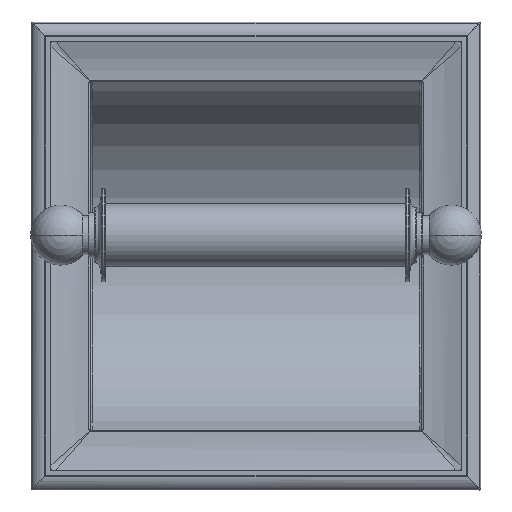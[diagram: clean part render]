
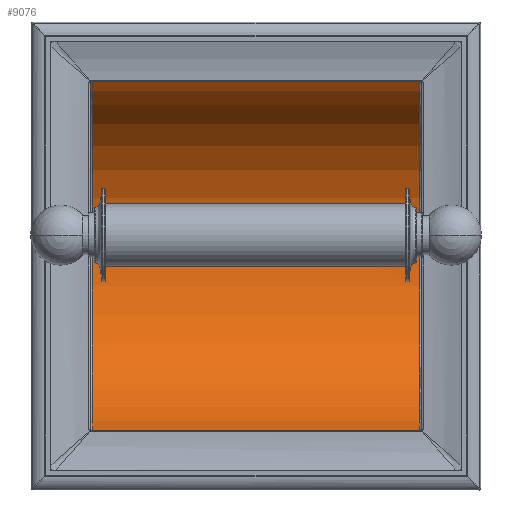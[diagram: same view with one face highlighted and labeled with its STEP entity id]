
A CAD part, top view. The second image highlights one B-rep face of the part: STEP entity #9076.
In plain terms, the highlighted cylindrical face has radius 71.603 mm (diameter 143.206 mm), a partial arc.
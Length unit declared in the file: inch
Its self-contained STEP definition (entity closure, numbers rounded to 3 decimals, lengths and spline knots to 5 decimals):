
#8264=CARTESIAN_POINT('',(-2.5689,0.,0.61024));
#8265=DIRECTION('',(-1.,0.,0.));
#8266=DIRECTION('',(0.,0.97,-0.244));
#8267=AXIS2_PLACEMENT_3D('',#8264,#8265,#8266);
#8269=DIRECTION('',(1.,0.,0.));
#8270=VECTOR('',#8269,5.1378);
#8271=CARTESIAN_POINT('',(-2.5689,2.73353,
-0.07874));
#8272=LINE('',#8271,#8270);
#8273=CARTESIAN_POINT('',(2.5689,0.,0.61024));
#8274=DIRECTION('',(1.,0.,0.));
#8275=DIRECTION('',(0.,-0.97,-0.244));
#8276=AXIS2_PLACEMENT_3D('',#8273,#8274,#8275);
#8278=DIRECTION('',(-1.,0.,0.));
#8279=VECTOR('',#8278,5.1378);
#8280=CARTESIAN_POINT('',(2.5689,-2.73353,
-0.07874));
#8281=LINE('',#8280,#8279);
#8282=CARTESIAN_POINT('',(2.03248,0.,-2.20878));
#8283=CARTESIAN_POINT('',(2.0325,0.01345,
-2.20878));
#8284=CARTESIAN_POINT('',(2.02923,0.03978,
-2.2086));
#8285=CARTESIAN_POINT('',(2.01355,0.0789,
-2.20776));
#8286=CARTESIAN_POINT('',(1.98732,0.11363,
-2.20655));
#8287=CARTESIAN_POINT('',(1.95279,0.14002,
-2.20533));
#8288=CARTESIAN_POINT('',(1.91295,0.1564,
-2.20445));
#8289=CARTESIAN_POINT('',(1.87046,0.162,
-2.20412));
#8290=CARTESIAN_POINT('',(1.828,0.1566,
-2.20444));
#8291=CARTESIAN_POINT('',(1.78819,0.14048,
-2.20531));
#8292=CARTESIAN_POINT('',(1.75368,0.1144,
-2.20652));
#8293=CARTESIAN_POINT('',(1.72713,0.08,
-2.20773));
#8294=CARTESIAN_POINT('',(1.71102,0.04022,
-2.20859));
#8295=CARTESIAN_POINT('',(1.70768,0.01361,
-2.20878));
#8296=CARTESIAN_POINT('',(1.70768,0.,-2.20878));
#8298=CARTESIAN_POINT('',(1.70768,0.,-2.20878));
#8299=CARTESIAN_POINT('',(1.70766,-0.01345,
-2.20878));
#8300=CARTESIAN_POINT('',(1.71093,-0.03978,
-2.2086));
#8301=CARTESIAN_POINT('',(1.72661,-0.0789,
-2.20776));
#8302=CARTESIAN_POINT('',(1.75284,-0.11363,
-2.20655));
#8303=CARTESIAN_POINT('',(1.78737,-0.14002,
-2.20533));
#8304=CARTESIAN_POINT('',(1.82721,-0.1564,
-2.20445));
#8305=CARTESIAN_POINT('',(1.8697,-0.162,
-2.20412));
#8306=CARTESIAN_POINT('',(1.91216,-0.1566,
-2.20444));
#8307=CARTESIAN_POINT('',(1.95196,-0.14048,
-2.20531));
#8308=CARTESIAN_POINT('',(1.98648,-0.1144,
-2.20652));
#8309=CARTESIAN_POINT('',(2.01302,-0.08,
-2.20773));
#8310=CARTESIAN_POINT('',(2.02914,-0.04022,
-2.20859));
#8311=CARTESIAN_POINT('',(2.03247,-0.01361,
-2.20878));
#8312=CARTESIAN_POINT('',(2.03248,0.,-2.20878));
#8314=CARTESIAN_POINT('',(-1.70768,0.,-2.20878));
#8315=CARTESIAN_POINT('',(-1.70766,0.01345,
-2.20878));
#8316=CARTESIAN_POINT('',(-1.71093,0.03978,
-2.2086));
#8317=CARTESIAN_POINT('',(-1.72661,0.0789,
-2.20776));
#8318=CARTESIAN_POINT('',(-1.75284,0.11363,
-2.20655));
#8319=CARTESIAN_POINT('',(-1.78737,0.14002,
-2.20533));
#8320=CARTESIAN_POINT('',(-1.82721,0.1564,
-2.20445));
#8321=CARTESIAN_POINT('',(-1.8697,0.162,
-2.20412));
#8322=CARTESIAN_POINT('',(-1.91216,0.1566,
-2.20444));
#8323=CARTESIAN_POINT('',(-1.95196,0.14048,
-2.20531));
#8324=CARTESIAN_POINT('',(-1.98648,0.1144,
-2.20652));
#8325=CARTESIAN_POINT('',(-2.01302,0.08,
-2.20773));
#8326=CARTESIAN_POINT('',(-2.02914,0.04022,
-2.20859));
#8327=CARTESIAN_POINT('',(-2.03247,0.01361,
-2.20878));
#8328=CARTESIAN_POINT('',(-2.03248,0.,-2.20878));
#8330=CARTESIAN_POINT('',(-2.03248,0.,-2.20878));
#8331=CARTESIAN_POINT('',(-2.0325,-0.01345,
-2.20878));
#8332=CARTESIAN_POINT('',(-2.02923,-0.03978,
-2.2086));
#8333=CARTESIAN_POINT('',(-2.01355,-0.0789,
-2.20776));
#8334=CARTESIAN_POINT('',(-1.98732,-0.11363,
-2.20655));
#8335=CARTESIAN_POINT('',(-1.95279,-0.14002,
-2.20533));
#8336=CARTESIAN_POINT('',(-1.91295,-0.1564,
-2.20445));
#8337=CARTESIAN_POINT('',(-1.87046,-0.162,
-2.20412));
#8338=CARTESIAN_POINT('',(-1.828,-0.1566,
-2.20444));
#8339=CARTESIAN_POINT('',(-1.78819,-0.14048,
-2.20531));
#8340=CARTESIAN_POINT('',(-1.75368,-0.1144,
-2.20652));
#8341=CARTESIAN_POINT('',(-1.72713,-0.08,
-2.20773));
#8342=CARTESIAN_POINT('',(-1.71102,-0.04022,
-2.20859));
#8343=CARTESIAN_POINT('',(-1.70768,-0.01361,
-2.20878));
#8344=CARTESIAN_POINT('',(-1.70768,0.,-2.20878));
#8739=CARTESIAN_POINT('',(-2.5689,2.73353,
-0.07874));
#8740=CARTESIAN_POINT('',(-2.5689,-2.73353,
-0.07874));
#8741=VERTEX_POINT('',#8739);
#8742=VERTEX_POINT('',#8740);
#8747=CARTESIAN_POINT('',(2.5689,-2.73353,
-0.07874));
#8748=CARTESIAN_POINT('',(2.5689,2.73353,
-0.07874));
#8749=VERTEX_POINT('',#8747);
#8750=VERTEX_POINT('',#8748);
#8801=VERTEX_POINT('',#8296);
#8802=VERTEX_POINT('',#8282);
#8803=VERTEX_POINT('',#8328);
#8804=VERTEX_POINT('',#8314);
#9049=CARTESIAN_POINT('',(2.62795,0.,0.61024));
#9050=DIRECTION('',(1.,0.,0.));
#9051=DIRECTION('',(0.,0.,1.));
#9052=AXIS2_PLACEMENT_3D('',#9049,#9050,#9051);
#9053=CYLINDRICAL_SURFACE('',#9052,2.81902);
#9055=ORIENTED_EDGE('',*,*,#9054,.F.);
#9057=ORIENTED_EDGE('',*,*,#9056,.T.);
#9059=ORIENTED_EDGE('',*,*,#9058,.F.);
#9061=ORIENTED_EDGE('',*,*,#9060,.T.);
#9062=EDGE_LOOP('',(#9055,#9057,#9059,#9061));
#9063=FACE_OUTER_BOUND('',#9062,.F.);
#9065=ORIENTED_EDGE('',*,*,#9064,.T.);
#9067=ORIENTED_EDGE('',*,*,#9066,.T.);
#9068=EDGE_LOOP('',(#9065,#9067));
#9069=FACE_BOUND('',#9068,.F.);
#9071=ORIENTED_EDGE('',*,*,#9070,.T.);
#9073=ORIENTED_EDGE('',*,*,#9072,.T.);
#9074=EDGE_LOOP('',(#9071,#9073));
#9075=FACE_BOUND('',#9074,.F.);
#9076=ADVANCED_FACE('',(#9063,#9069,#9075),#9053,.F.);
#8268=CIRCLE('',#8267,2.81902);
#8277=CIRCLE('',#8276,2.81902);
#8297=B_SPLINE_CURVE_WITH_KNOTS('',3,(#8282,#8283,#8284,#8285,#8286,#8287,#8288,
#8289,#8290,#8291,#8292,#8293,#8294,#8295,#8296),.UNSPECIFIED.,.F.,.F.,(4,1,1,1,
1,1,1,1,1,1,1,1,4),(0.,0.08333,0.16667,0.25,
0.33333,0.41667,0.5,0.58333,0.66667,
0.75,0.83333,0.91667,1.),.UNSPECIFIED.);
#8313=B_SPLINE_CURVE_WITH_KNOTS('',3,(#8298,#8299,#8300,#8301,#8302,#8303,#8304,
#8305,#8306,#8307,#8308,#8309,#8310,#8311,#8312),.UNSPECIFIED.,.F.,.F.,(4,1,1,1,
1,1,1,1,1,1,1,1,4),(0.,0.08333,0.16667,0.25,
0.33333,0.41667,0.5,0.58333,0.66667,
0.75,0.83333,0.91667,1.),.UNSPECIFIED.);
#8329=B_SPLINE_CURVE_WITH_KNOTS('',3,(#8314,#8315,#8316,#8317,#8318,#8319,#8320,
#8321,#8322,#8323,#8324,#8325,#8326,#8327,#8328),.UNSPECIFIED.,.F.,.F.,(4,1,1,1,
1,1,1,1,1,1,1,1,4),(0.,0.08333,0.16667,0.25,
0.33333,0.41667,0.5,0.58333,0.66667,
0.75,0.83333,0.91667,1.),.UNSPECIFIED.);
#8345=B_SPLINE_CURVE_WITH_KNOTS('',3,(#8330,#8331,#8332,#8333,#8334,#8335,#8336,
#8337,#8338,#8339,#8340,#8341,#8342,#8343,#8344),.UNSPECIFIED.,.F.,.F.,(4,1,1,1,
1,1,1,1,1,1,1,1,4),(0.,0.08333,0.16667,0.25,
0.33333,0.41667,0.5,0.58333,0.66667,
0.75,0.83333,0.91667,1.),.UNSPECIFIED.);
#9054=EDGE_CURVE('',#8741,#8742,#8268,.T.);
#9056=EDGE_CURVE('',#8741,#8750,#8272,.T.);
#9058=EDGE_CURVE('',#8749,#8750,#8277,.T.);
#9060=EDGE_CURVE('',#8749,#8742,#8281,.T.);
#9064=EDGE_CURVE('',#8802,#8801,#8297,.T.);
#9066=EDGE_CURVE('',#8801,#8802,#8313,.T.);
#9070=EDGE_CURVE('',#8804,#8803,#8329,.T.);
#9072=EDGE_CURVE('',#8803,#8804,#8345,.T.);
